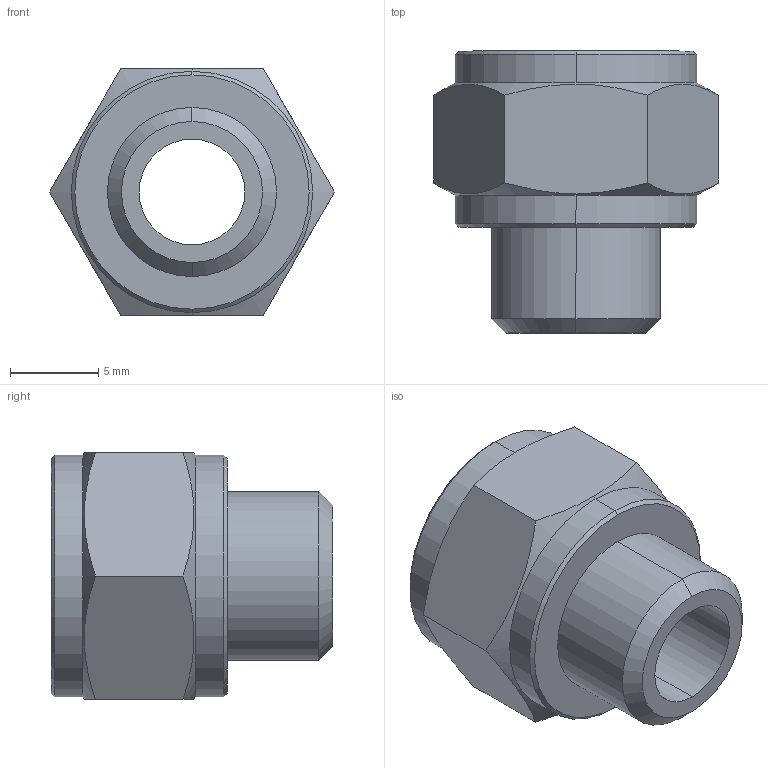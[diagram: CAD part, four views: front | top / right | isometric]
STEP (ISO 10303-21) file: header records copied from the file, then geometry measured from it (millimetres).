
FILE_DESCRIPTION (( 'STEP AP203' ), '1' );
FILE_NAME ('05070101.STEP', '2010-09-13T07:13:37', ( 'Flavio' ), ( '' ), 'SwSTEP 2.0', 'SolidWorks 2009', '' );
FILE_SCHEMA (( 'CONFIG_CONTROL_DESIGN' ));
Length unit declared in the file: millimetre
Products named in the file (1): 05070101
Bounding box: 16.17 x 16 x 14 mm (x, y, z)
Volume: 1296.6 mm3; surface area: 1235.6 mm2
Topology: 1 solids, 1 shells, 33 faces, 74 edges, 44 vertices
Faces by surface type: cone 14, cylinder 10, plane 9
Entity records: 1085 total; most frequent: CARTESIAN_POINT 280, DIRECTION 154, ORIENTED_EDGE 148, EDGE_CURVE 74, AXIS2_PLACEMENT_3D 62, VERTEX_POINT 44, EDGE_LOOP 36, ADVANCED_FACE 33
